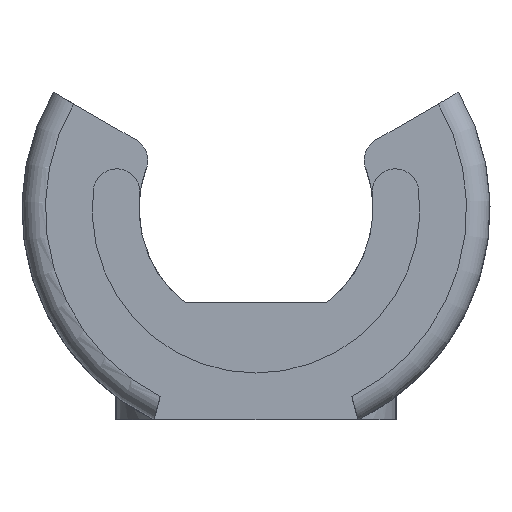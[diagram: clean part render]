
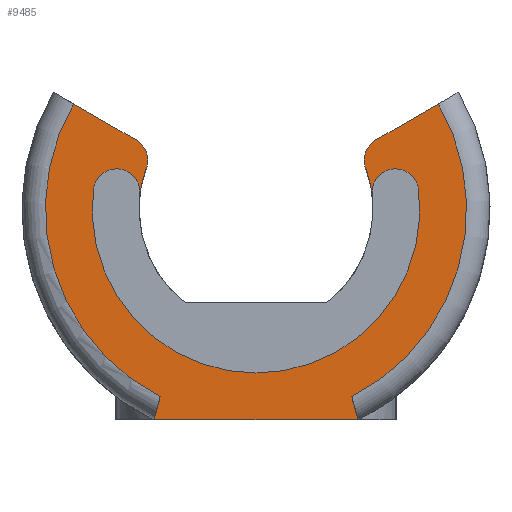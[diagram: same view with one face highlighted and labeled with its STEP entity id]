
A CAD part, front view. The second image highlights one B-rep face of the part: STEP entity #9485.
In plain terms, the highlighted planar face has unit normal (0, -1, 0).
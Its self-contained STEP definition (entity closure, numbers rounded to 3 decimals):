
#447=PLANE('',#10690);
#954=FACE_OUTER_BOUND('',#1472,.T.);
#1472=EDGE_LOOP('',(#8668,#8669,#8670,#8671,#8672,#8673,#8674,#8675,#8676,
#8677,#8678,#8679,#8680,#8681));
#1501=CIRCLE('',#9530,5.);
#1600=CIRCLE('',#9631,5.);
#2150=CIRCLE('',#10670,9.);
#2154=CIRCLE('',#10675,9.);
#2163=CIRCLE('',#10689,7.);
#2164=CIRCLE('',#10691,1.);
#2165=CIRCLE('',#10692,1.);
#2166=CIRCLE('',#10693,1.);
#2167=CIRCLE('',#10694,1.);
#2818=LINE('',#17630,#3477);
#2819=LINE('',#17632,#3478);
#2820=LINE('',#17634,#3479);
#2821=LINE('',#17635,#3480);
#2822=LINE('',#17637,#3481);
#3477=VECTOR('',#13711,1000.);
#3478=VECTOR('',#13712,1000.);
#3479=VECTOR('',#13713,1000.);
#3480=VECTOR('',#13714,1000.);
#3481=VECTOR('',#13715,1000.);
#3511=VERTEX_POINT('',#13808);
#3512=VERTEX_POINT('',#13810);
#3711=VERTEX_POINT('',#14209);
#3712=VERTEX_POINT('',#14211);
#4420=VERTEX_POINT('',#17545);
#4421=VERTEX_POINT('',#17546);
#4426=VERTEX_POINT('',#17566);
#4427=VERTEX_POINT('',#17577);
#4434=VERTEX_POINT('',#17620);
#4435=VERTEX_POINT('',#17621);
#4436=VERTEX_POINT('',#17628);
#4437=VERTEX_POINT('',#17631);
#4438=VERTEX_POINT('',#17633);
#4439=VERTEX_POINT('',#17636);
#4451=EDGE_CURVE('',#3511,#3512,#1501,.F.);
#4651=EDGE_CURVE('',#3711,#3712,#1600,.F.);
#5849=EDGE_CURVE('',#4420,#4421,#2150,.F.);
#5855=EDGE_CURVE('',#4427,#4426,#2154,.F.);
#5868=EDGE_CURVE('',#4434,#4435,#2163,.T.);
#5871=EDGE_CURVE('',#3511,#4435,#2164,.T.);
#5872=EDGE_CURVE('',#4434,#3712,#2165,.T.);
#5873=EDGE_CURVE('',#3711,#4436,#2166,.F.);
#5874=EDGE_CURVE('',#4427,#4436,#2818,.T.);
#5875=EDGE_CURVE('',#4437,#4426,#2819,.T.);
#5876=EDGE_CURVE('',#4438,#4437,#2820,.T.);
#5877=EDGE_CURVE('',#4420,#4438,#2821,.T.);
#5878=EDGE_CURVE('',#4421,#4439,#2822,.T.);
#5879=EDGE_CURVE('',#4439,#3512,#2167,.F.);
#8668=ORIENTED_EDGE('',*,*,#5871,.T.);
#8669=ORIENTED_EDGE('',*,*,#5868,.F.);
#8670=ORIENTED_EDGE('',*,*,#5872,.T.);
#8671=ORIENTED_EDGE('',*,*,#4651,.F.);
#8672=ORIENTED_EDGE('',*,*,#5873,.T.);
#8673=ORIENTED_EDGE('',*,*,#5874,.F.);
#8674=ORIENTED_EDGE('',*,*,#5855,.T.);
#8675=ORIENTED_EDGE('',*,*,#5875,.F.);
#8676=ORIENTED_EDGE('',*,*,#5876,.F.);
#8677=ORIENTED_EDGE('',*,*,#5877,.F.);
#8678=ORIENTED_EDGE('',*,*,#5849,.T.);
#8679=ORIENTED_EDGE('',*,*,#5878,.T.);
#8680=ORIENTED_EDGE('',*,*,#5879,.T.);
#8681=ORIENTED_EDGE('',*,*,#4451,.F.);
#9485=ADVANCED_FACE('',(#954),#447,.F.);
#9530=AXIS2_PLACEMENT_3D('',#13811,#10743,#10744);
#9631=AXIS2_PLACEMENT_3D('',#14212,#11045,#11046);
#10670=AXIS2_PLACEMENT_3D('',#17547,#13659,#13660);
#10675=AXIS2_PLACEMENT_3D('',#17578,#13669,#13670);
#10689=AXIS2_PLACEMENT_3D('',#17622,#13699,#13700);
#10690=AXIS2_PLACEMENT_3D('',#17625,#13703,#13704);
#10691=AXIS2_PLACEMENT_3D('',#17626,#13705,#13706);
#10692=AXIS2_PLACEMENT_3D('',#17627,#13707,#13708);
#10693=AXIS2_PLACEMENT_3D('',#17629,#13709,#13710);
#10694=AXIS2_PLACEMENT_3D('',#17638,#13716,#13717);
#10743=DIRECTION('center_axis',(0.,1.,0.));
#10744=DIRECTION('ref_axis',(-1.,0.,0.));
#11045=DIRECTION('center_axis',(0.,1.,0.));
#11046=DIRECTION('ref_axis',(-1.,0.,0.));
#13659=DIRECTION('center_axis',(0.,1.,0.));
#13660=DIRECTION('ref_axis',(-1.,0.,0.));
#13669=DIRECTION('center_axis',(0.,1.,0.));
#13670=DIRECTION('ref_axis',(-1.,0.,0.));
#13699=DIRECTION('center_axis',(0.,-1.,0.));
#13700=DIRECTION('ref_axis',(1.,0.,0.));
#13703=DIRECTION('center_axis',(0.,1.,0.));
#13704=DIRECTION('ref_axis',(-1.,0.,0.));
#13705=DIRECTION('center_axis',(0.,1.,0.));
#13706=DIRECTION('ref_axis',(-1.,0.,0.));
#13707=DIRECTION('center_axis',(0.,1.,0.));
#13708=DIRECTION('ref_axis',(-1.,0.,0.));
#13709=DIRECTION('center_axis',(0.,1.,0.));
#13710=DIRECTION('ref_axis',(-1.,0.,0.));
#13711=DIRECTION('',(0.866,0.,-0.5));
#13712=DIRECTION('',(0.262,0.,0.965));
#13713=DIRECTION('',(-1.,0.,0.));
#13714=DIRECTION('',(0.262,0.,-0.965));
#13715=DIRECTION('',(-0.866,0.,-0.5));
#13716=DIRECTION('center_axis',(0.,1.,0.));
#13717=DIRECTION('ref_axis',(-1.,0.,0.));
#13808=CARTESIAN_POINT('',(4.964,-76.25,9.603));
#13810=CARTESIAN_POINT('',(4.686,-76.25,10.743));
#13811=CARTESIAN_POINT('Origin',(0.,-76.25,9.));
#14209=CARTESIAN_POINT('',(-4.686,-76.25,10.743));
#14211=CARTESIAN_POINT('',(-4.964,-76.25,9.603));
#14212=CARTESIAN_POINT('Origin',(0.,-76.25,9.));
#17545=CARTESIAN_POINT('',(4.092,-76.25,0.984));
#17546=CARTESIAN_POINT('',(7.794,-76.25,13.5));
#17547=CARTESIAN_POINT('Origin',(0.,-76.25,9.));
#17566=CARTESIAN_POINT('',(-4.092,-76.25,0.984));
#17577=CARTESIAN_POINT('',(-7.794,-76.25,13.5));
#17578=CARTESIAN_POINT('Origin',(0.,-76.25,9.));
#17620=CARTESIAN_POINT('',(-6.949,-76.25,9.844));
#17621=CARTESIAN_POINT('',(6.949,-76.25,9.844));
#17622=CARTESIAN_POINT('Origin',(0.,-76.25,9.));
#17625=CARTESIAN_POINT('Origin',(-7.361,-76.25,13.25));
#17626=CARTESIAN_POINT('Origin',(5.956,-76.25,9.724));
#17627=CARTESIAN_POINT('Origin',(-5.956,-76.25,9.724));
#17628=CARTESIAN_POINT('',(-5.123,-76.25,11.958));
#17629=CARTESIAN_POINT('Origin',(-5.623,-76.25,11.092));
#17630=CARTESIAN_POINT('',(-7.361,-76.25,13.25));
#17631=CARTESIAN_POINT('',(-4.359,-76.25,0.));
#17632=CARTESIAN_POINT('',(-3.679,-76.25,2.5));
#17633=CARTESIAN_POINT('',(4.359,-76.25,0.));
#17634=CARTESIAN_POINT('',(0.,-76.25,0.));
#17635=CARTESIAN_POINT('',(3.679,-76.25,2.5));
#17636=CARTESIAN_POINT('',(5.123,-76.25,11.958));
#17637=CARTESIAN_POINT('',(7.361,-76.25,13.25));
#17638=CARTESIAN_POINT('Origin',(5.623,-76.25,11.092));
